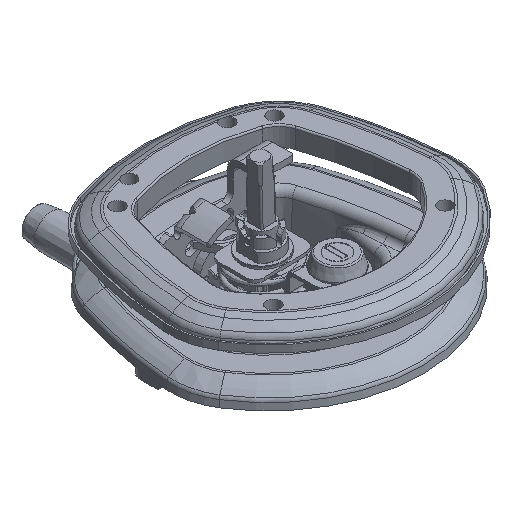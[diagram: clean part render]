
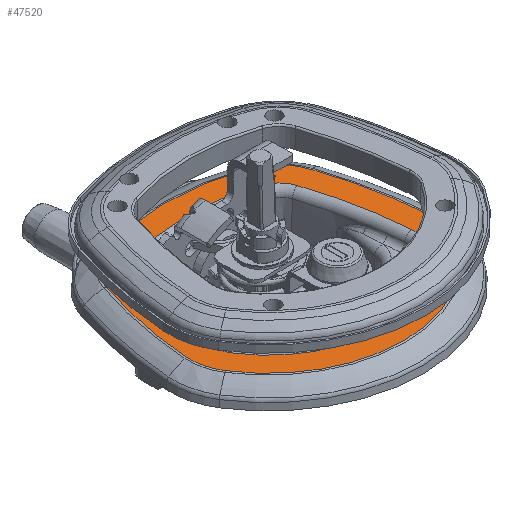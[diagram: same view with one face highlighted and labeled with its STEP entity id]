
A CAD part, isometric view. The second image highlights one B-rep face of the part: STEP entity #47520.
In plain terms, the highlighted planar face has unit normal (0, 0, 1).
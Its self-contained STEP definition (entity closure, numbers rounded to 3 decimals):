
#2166=FACE_BOUND('',#7960,.T.);
#3623=PLANE('',#51352);
#5104=FACE_OUTER_BOUND('',#7959,.T.);
#7959=EDGE_LOOP('',(#32899,#32900,#32901,#32902,#32903,#32904,#32905,#32906));
#7960=EDGE_LOOP('',(#32907,#32908,#32909,#32910,#32911,#32912,#32913,#32914));
#19037=CIRCLE('',#51327,2.765);
#19039=CIRCLE('',#51330,1.038);
#19041=CIRCLE('',#51333,8.45);
#19043=CIRCLE('',#51336,1.038);
#19045=CIRCLE('',#51339,4.413);
#19047=CIRCLE('',#51342,1.038);
#19049=CIRCLE('',#51345,8.45);
#19051=CIRCLE('',#51348,1.038);
#19054=CIRCLE('',#51353,7.999);
#19055=CIRCLE('',#51354,0.587);
#19056=CIRCLE('',#51355,2.314);
#19057=CIRCLE('',#51356,0.587);
#19058=CIRCLE('',#51357,7.999);
#19059=CIRCLE('',#51358,0.587);
#19060=CIRCLE('',#51359,3.962);
#19061=CIRCLE('',#51360,0.587);
#20897=VERTEX_POINT('',#68562);
#20899=VERTEX_POINT('',#68566);
#20900=VERTEX_POINT('',#68570);
#20901=VERTEX_POINT('',#68574);
#20902=VERTEX_POINT('',#68578);
#20903=VERTEX_POINT('',#68582);
#20904=VERTEX_POINT('',#68586);
#20906=VERTEX_POINT('',#68591);
#20907=VERTEX_POINT('',#68601);
#20908=VERTEX_POINT('',#68602);
#20909=VERTEX_POINT('',#68604);
#20910=VERTEX_POINT('',#68606);
#20911=VERTEX_POINT('',#68608);
#20912=VERTEX_POINT('',#68610);
#20913=VERTEX_POINT('',#68612);
#20914=VERTEX_POINT('',#68614);
#25568=EDGE_CURVE('',#20899,#20897,#19037,.T.);
#25570=EDGE_CURVE('',#20900,#20899,#19039,.T.);
#25572=EDGE_CURVE('',#20901,#20900,#19041,.T.);
#25574=EDGE_CURVE('',#20902,#20901,#19043,.T.);
#25576=EDGE_CURVE('',#20903,#20902,#19045,.T.);
#25578=EDGE_CURVE('',#20904,#20903,#19047,.T.);
#25580=EDGE_CURVE('',#20906,#20904,#19049,.T.);
#25582=EDGE_CURVE('',#20897,#20906,#19051,.T.);
#25585=EDGE_CURVE('',#20907,#20908,#19054,.T.);
#25586=EDGE_CURVE('',#20909,#20907,#19055,.T.);
#25587=EDGE_CURVE('',#20910,#20909,#19056,.T.);
#25588=EDGE_CURVE('',#20911,#20910,#19057,.T.);
#25589=EDGE_CURVE('',#20912,#20911,#19058,.T.);
#25590=EDGE_CURVE('',#20913,#20912,#19059,.T.);
#25591=EDGE_CURVE('',#20914,#20913,#19060,.T.);
#25592=EDGE_CURVE('',#20908,#20914,#19061,.T.);
#32899=ORIENTED_EDGE('',*,*,#25568,.F.);
#32900=ORIENTED_EDGE('',*,*,#25570,.F.);
#32901=ORIENTED_EDGE('',*,*,#25572,.F.);
#32902=ORIENTED_EDGE('',*,*,#25574,.F.);
#32903=ORIENTED_EDGE('',*,*,#25576,.F.);
#32904=ORIENTED_EDGE('',*,*,#25578,.F.);
#32905=ORIENTED_EDGE('',*,*,#25580,.F.);
#32906=ORIENTED_EDGE('',*,*,#25582,.F.);
#32907=ORIENTED_EDGE('',*,*,#25585,.F.);
#32908=ORIENTED_EDGE('',*,*,#25586,.F.);
#32909=ORIENTED_EDGE('',*,*,#25587,.F.);
#32910=ORIENTED_EDGE('',*,*,#25588,.F.);
#32911=ORIENTED_EDGE('',*,*,#25589,.F.);
#32912=ORIENTED_EDGE('',*,*,#25590,.F.);
#32913=ORIENTED_EDGE('',*,*,#25591,.F.);
#32914=ORIENTED_EDGE('',*,*,#25592,.F.);
#47520=ADVANCED_FACE('',(#5104,#2166),#3623,.T.);
#51327=AXIS2_PLACEMENT_3D('',#68568,#55947,#55948);
#51330=AXIS2_PLACEMENT_3D('',#68572,#55953,#55954);
#51333=AXIS2_PLACEMENT_3D('',#68576,#55959,#55960);
#51336=AXIS2_PLACEMENT_3D('',#68580,#55965,#55966);
#51339=AXIS2_PLACEMENT_3D('',#68584,#55971,#55972);
#51342=AXIS2_PLACEMENT_3D('',#68588,#55977,#55978);
#51345=AXIS2_PLACEMENT_3D('',#68593,#55983,#55984);
#51348=AXIS2_PLACEMENT_3D('',#68596,#55989,#55990);
#51352=AXIS2_PLACEMENT_3D('',#68600,#55997,#55998);
#51353=AXIS2_PLACEMENT_3D('',#68603,#55999,#56000);
#51354=AXIS2_PLACEMENT_3D('',#68605,#56001,#56002);
#51355=AXIS2_PLACEMENT_3D('',#68607,#56003,#56004);
#51356=AXIS2_PLACEMENT_3D('',#68609,#56005,#56006);
#51357=AXIS2_PLACEMENT_3D('',#68611,#56007,#56008);
#51358=AXIS2_PLACEMENT_3D('',#68613,#56009,#56010);
#51359=AXIS2_PLACEMENT_3D('',#68615,#56011,#56012);
#51360=AXIS2_PLACEMENT_3D('',#68616,#56013,#56014);
#55947=DIRECTION('center_axis',(0.,0.,-1.));
#55948=DIRECTION('ref_axis',(0.,-1.,0.));
#55953=DIRECTION('center_axis',(0.,0.,-1.));
#55954=DIRECTION('ref_axis',(0.97,-0.242,0.));
#55959=DIRECTION('center_axis',(0.,0.,-1.));
#55960=DIRECTION('ref_axis',(0.98,0.197,0.));
#55965=DIRECTION('center_axis',(0.,0.,-1.));
#55966=DIRECTION('ref_axis',(0.711,0.703,0.));
#55971=DIRECTION('center_axis',(0.,0.,-1.));
#55972=DIRECTION('ref_axis',(0.,1.,0.));
#55977=DIRECTION('center_axis',(0.,0.,-1.));
#55978=DIRECTION('ref_axis',(-0.711,0.703,0.));
#55983=DIRECTION('center_axis',(0.,0.,-1.));
#55984=DIRECTION('ref_axis',(-0.98,0.197,0.));
#55989=DIRECTION('center_axis',(0.,0.,-1.));
#55990=DIRECTION('ref_axis',(-0.97,-0.242,0.));
#55997=DIRECTION('center_axis',(0.,0.,1.));
#55998=DIRECTION('ref_axis',(1.,0.,0.));
#55999=DIRECTION('center_axis',(0.,0.,1.));
#56000=DIRECTION('ref_axis',(0.98,0.197,0.));
#56001=DIRECTION('center_axis',(0.,0.,1.));
#56002=DIRECTION('ref_axis',(0.97,-0.242,0.));
#56003=DIRECTION('center_axis',(0.,0.,1.));
#56004=DIRECTION('ref_axis',(0.,-1.,0.));
#56005=DIRECTION('center_axis',(0.,0.,1.));
#56006=DIRECTION('ref_axis',(-0.97,-0.242,0.));
#56007=DIRECTION('center_axis',(0.,0.,1.));
#56008=DIRECTION('ref_axis',(-0.98,0.197,0.));
#56009=DIRECTION('center_axis',(0.,0.,1.));
#56010=DIRECTION('ref_axis',(-0.711,0.703,0.));
#56011=DIRECTION('center_axis',(0.,0.,1.));
#56012=DIRECTION('ref_axis',(0.,1.,0.));
#56013=DIRECTION('center_axis',(0.,0.,1.));
#56014=DIRECTION('ref_axis',(0.711,0.703,0.));
#68562=CARTESIAN_POINT('',(-2.34,-2.233,1.5));
#68566=CARTESIAN_POINT('',(2.34,-2.233,1.5));
#68568=CARTESIAN_POINT('Origin',(0.,-0.76,
1.5));
#68570=CARTESIAN_POINT('',(2.497,-1.604,1.5));
#68572=CARTESIAN_POINT('Origin',(1.462,-1.68,1.5));
#68574=CARTESIAN_POINT('',(2.085,0.45,1.5));
#68576=CARTESIAN_POINT('Origin',(-5.93,-2.225,1.5));
#68578=CARTESIAN_POINT('',(1.439,1.102,1.5));
#68580=CARTESIAN_POINT('Origin',(1.101,0.121,1.5));
#68582=CARTESIAN_POINT('',(-1.439,1.102,1.5));
#68584=CARTESIAN_POINT('Origin',(0.,-3.069,
1.5));
#68586=CARTESIAN_POINT('',(-2.085,0.45,1.5));
#68588=CARTESIAN_POINT('Origin',(-1.101,0.121,1.5));
#68591=CARTESIAN_POINT('',(-2.497,-1.604,1.5));
#68593=CARTESIAN_POINT('Origin',(5.93,-2.225,1.5));
#68596=CARTESIAN_POINT('Origin',(-1.462,-1.68,1.5));
#68600=CARTESIAN_POINT('Origin',(0.,-1.026,
1.5));
#68601=CARTESIAN_POINT('',(2.047,-1.637,1.5));
#68602=CARTESIAN_POINT('',(1.657,0.307,1.5));
#68603=CARTESIAN_POINT('Origin',(-5.93,-2.225,1.5));
#68604=CARTESIAN_POINT('',(1.958,-1.992,1.5));
#68605=CARTESIAN_POINT('Origin',(1.462,-1.68,1.5));
#68606=CARTESIAN_POINT('',(-1.958,-1.992,1.5));
#68607=CARTESIAN_POINT('Origin',(0.,-0.76,
1.5));
#68608=CARTESIAN_POINT('',(-2.047,-1.637,1.5));
#68609=CARTESIAN_POINT('Origin',(-1.462,-1.68,1.5));
#68610=CARTESIAN_POINT('',(-1.657,0.307,1.5));
#68611=CARTESIAN_POINT('Origin',(5.93,-2.225,1.5));
#68612=CARTESIAN_POINT('',(-1.292,0.676,1.5));
#68613=CARTESIAN_POINT('Origin',(-1.101,0.121,1.5));
#68614=CARTESIAN_POINT('',(1.292,0.676,1.5));
#68615=CARTESIAN_POINT('Origin',(0.,-3.069,
1.5));
#68616=CARTESIAN_POINT('Origin',(1.101,0.121,1.5));
